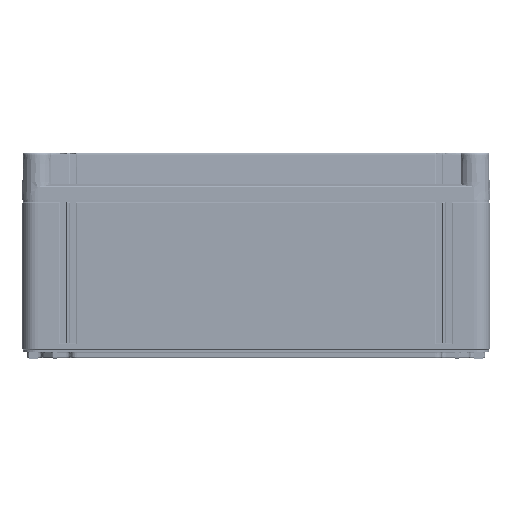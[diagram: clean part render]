
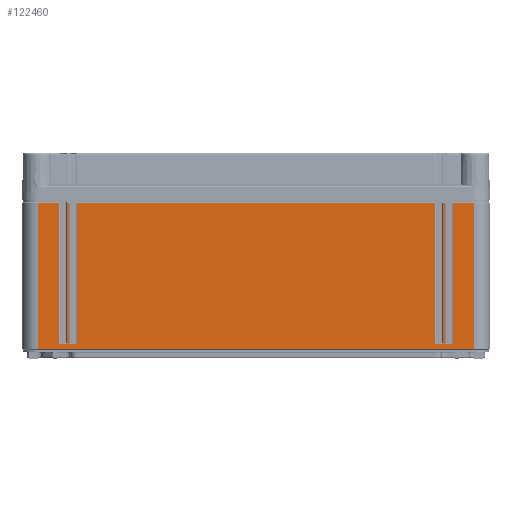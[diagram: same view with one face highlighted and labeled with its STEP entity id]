
A CAD part, left-side view. The second image highlights one B-rep face of the part: STEP entity #122460.
In plain terms, the highlighted planar face has unit normal (-1, 0, 0).
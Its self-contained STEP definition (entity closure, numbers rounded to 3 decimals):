
#11239=DIRECTION('',(0.,1.,0.));
#11240=VECTOR('',#11239,1.);
#11241=CARTESIAN_POINT('',(-300.,120.,-5.933));
#11242=LINE('',#11241,#11240);
#11246=DIRECTION('',(0.,1.,0.));
#11247=VECTOR('',#11246,230.);
#11248=CARTESIAN_POINT('',(-300.,-115.,-5.933));
#11249=LINE('',#11248,#11247);
#11253=DIRECTION('',(0.,1.,0.));
#11254=VECTOR('',#11253,1.);
#11255=CARTESIAN_POINT('',(-300.,-121.,-5.933));
#11256=LINE('',#11255,#11254);
#11260=DIRECTION('',(0.,1.,0.));
#11261=VECTOR('',#11260,14.);
#11262=CARTESIAN_POINT('',(-300.,-140.,-5.933));
#11263=LINE('',#11262,#11261);
#11267=DIRECTION('',(0.,0.,-1.));
#11268=VECTOR('',#11267,93.634);
#11269=CARTESIAN_POINT('',(-300.,-140.,-5.933));
#11270=LINE('',#11269,#11268);
#11274=DIRECTION('',(0.,1.,0.));
#11275=VECTOR('',#11274,280.);
#11276=CARTESIAN_POINT('',(-300.,-140.,-99.567));
#11277=LINE('',#11276,#11275);
#11281=DIRECTION('',(0.,1.,0.));
#11282=VECTOR('',#11281,14.);
#11283=CARTESIAN_POINT('',(-300.,126.,-5.933));
#11284=LINE('',#11283,#11282);
#11288=DIRECTION('',(0.,0.,1.));
#11289=VECTOR('',#11288,90.567);
#11290=CARTESIAN_POINT('',(-300.,126.,-96.5));
#11291=LINE('',#11290,#11289);
#11398=DIRECTION('',(0.,0.,-1.));
#11399=VECTOR('',#11398,93.634);
#11400=CARTESIAN_POINT('',(-300.,140.,-5.933));
#11401=LINE('',#11400,#11399);
#98397=DIRECTION('',(0.,0.,-1.));
#98398=VECTOR('',#98397,90.567);
#98399=CARTESIAN_POINT('',(-300.,-126.,-5.933));
#98400=LINE('',#98399,#98398);
#98420=DIRECTION('',(0.,1.,0.));
#98421=VECTOR('',#98420,5.);
#98422=CARTESIAN_POINT('',(-300.,-126.,-96.5));
#98423=LINE('',#98422,#98421);
#98449=DIRECTION('',(0.,0.,1.));
#98450=VECTOR('',#98449,90.567);
#98451=CARTESIAN_POINT('',(-300.,-121.,-96.5));
#98452=LINE('',#98451,#98450);
#98487=DIRECTION('',(0.,0.,-1.));
#98488=VECTOR('',#98487,90.567);
#98489=CARTESIAN_POINT('',(-300.,121.,-5.933));
#98490=LINE('',#98489,#98488);
#98510=DIRECTION('',(0.,1.,0.));
#98511=VECTOR('',#98510,5.);
#98512=CARTESIAN_POINT('',(-300.,121.,-96.5));
#98513=LINE('',#98512,#98511);
#98539=DIRECTION('',(0.,0.,1.));
#98540=VECTOR('',#98539,90.567);
#98541=CARTESIAN_POINT('',(-300.,120.,-96.5));
#98542=LINE('',#98541,#98540);
#98577=DIRECTION('',(0.,1.,0.));
#98578=VECTOR('',#98577,5.);
#98579=CARTESIAN_POINT('',(-300.,115.,-96.5));
#98580=LINE('',#98579,#98578);
#98606=DIRECTION('',(0.,0.,-1.));
#98607=VECTOR('',#98606,90.567);
#98608=CARTESIAN_POINT('',(-300.,115.,-5.933));
#98609=LINE('',#98608,#98607);
#98629=DIRECTION('',(0.,0.,1.));
#98630=VECTOR('',#98629,90.567);
#98631=CARTESIAN_POINT('',(-300.,-115.,-96.5));
#98632=LINE('',#98631,#98630);
#98667=DIRECTION('',(0.,1.,0.));
#98668=VECTOR('',#98667,5.);
#98669=CARTESIAN_POINT('',(-300.,-120.,-96.5));
#98670=LINE('',#98669,#98668);
#98696=DIRECTION('',(0.,0.,-1.));
#98697=VECTOR('',#98696,90.567);
#98698=CARTESIAN_POINT('',(-300.,-120.,-5.933));
#98699=LINE('',#98698,#98697);
#99529=CARTESIAN_POINT('',(-300.,-140.,-99.567));
#99531=VERTEX_POINT('',#99529);
#99533=CARTESIAN_POINT('',(-300.,-140.,-5.933));
#99535=VERTEX_POINT('',#99533);
#99536=CARTESIAN_POINT('',(-300.,140.,-99.567));
#99537=VERTEX_POINT('',#99536);
#99540=CARTESIAN_POINT('',(-300.,140.,-5.933));
#99542=VERTEX_POINT('',#99540);
#99636=CARTESIAN_POINT('',(-300.,126.,-96.5));
#99637=CARTESIAN_POINT('',(-300.,126.,-5.933));
#99638=VERTEX_POINT('',#99636);
#99639=VERTEX_POINT('',#99637);
#99643=CARTESIAN_POINT('',(-300.,121.,-96.5));
#99644=VERTEX_POINT('',#99643);
#99647=CARTESIAN_POINT('',(-300.,121.,-5.933));
#99648=VERTEX_POINT('',#99647);
#99651=CARTESIAN_POINT('',(-300.,120.,-96.5));
#99652=CARTESIAN_POINT('',(-300.,120.,-5.933));
#99653=VERTEX_POINT('',#99651);
#99654=VERTEX_POINT('',#99652);
#99658=CARTESIAN_POINT('',(-300.,115.,-96.5));
#99659=VERTEX_POINT('',#99658);
#99662=CARTESIAN_POINT('',(-300.,115.,-5.933));
#99663=VERTEX_POINT('',#99662);
#99666=CARTESIAN_POINT('',(-300.,-115.,-96.5));
#99667=CARTESIAN_POINT('',(-300.,-115.,-5.933));
#99668=VERTEX_POINT('',#99666);
#99669=VERTEX_POINT('',#99667);
#99673=CARTESIAN_POINT('',(-300.,-120.,-96.5));
#99674=VERTEX_POINT('',#99673);
#99677=CARTESIAN_POINT('',(-300.,-120.,-5.933));
#99678=VERTEX_POINT('',#99677);
#99681=CARTESIAN_POINT('',(-300.,-121.,-96.5));
#99682=CARTESIAN_POINT('',(-300.,-121.,-5.933));
#99683=VERTEX_POINT('',#99681);
#99684=VERTEX_POINT('',#99682);
#99688=CARTESIAN_POINT('',(-300.,-126.,-96.5));
#99689=VERTEX_POINT('',#99688);
#99692=CARTESIAN_POINT('',(-300.,-126.,-5.933));
#99693=VERTEX_POINT('',#99692);
#122414=CARTESIAN_POINT('',(-300.,-140.,0.));
#122415=DIRECTION('',(-1.,0.,0.));
#122416=DIRECTION('',(0.,1.,0.));
#122417=AXIS2_PLACEMENT_3D('',#122414,#122415,#122416);
#122418=PLANE('',#122417);
#122420=ORIENTED_EDGE('',*,*,#122419,.F.);
#122422=ORIENTED_EDGE('',*,*,#122421,.F.);
#122424=ORIENTED_EDGE('',*,*,#122423,.F.);
#122426=ORIENTED_EDGE('',*,*,#122425,.F.);
#122428=ORIENTED_EDGE('',*,*,#122427,.F.);
#122430=ORIENTED_EDGE('',*,*,#122429,.F.);
#122432=ORIENTED_EDGE('',*,*,#122431,.F.);
#122434=ORIENTED_EDGE('',*,*,#122433,.F.);
#122436=ORIENTED_EDGE('',*,*,#122435,.F.);
#122438=ORIENTED_EDGE('',*,*,#122437,.F.);
#122440=ORIENTED_EDGE('',*,*,#122439,.F.);
#122442=ORIENTED_EDGE('',*,*,#122441,.F.);
#122444=ORIENTED_EDGE('',*,*,#122443,.F.);
#122446=ORIENTED_EDGE('',*,*,#122445,.F.);
#122448=ORIENTED_EDGE('',*,*,#122447,.F.);
#122450=ORIENTED_EDGE('',*,*,#122449,.F.);
#122451=ORIENTED_EDGE('',*,*,#122405,.T.);
#122453=ORIENTED_EDGE('',*,*,#122452,.T.);
#122455=ORIENTED_EDGE('',*,*,#122454,.F.);
#122457=ORIENTED_EDGE('',*,*,#122456,.F.);
#122458=EDGE_LOOP('',(#122420,#122422,#122424,#122426,#122428,#122430,#122432,
#122434,#122436,#122438,#122440,#122442,#122444,#122446,#122448,#122450,#122451,
#122453,#122455,#122457));
#122459=FACE_OUTER_BOUND('',#122458,.F.);
#122460=ADVANCED_FACE('',(#122459),#122418,.T.);
#122405=EDGE_CURVE('',#99535,#99531,#11270,.T.);
#122419=EDGE_CURVE('',#99638,#99639,#11291,.T.);
#122421=EDGE_CURVE('',#99644,#99638,#98513,.T.);
#122423=EDGE_CURVE('',#99648,#99644,#98490,.T.);
#122425=EDGE_CURVE('',#99654,#99648,#11242,.T.);
#122427=EDGE_CURVE('',#99653,#99654,#98542,.T.);
#122429=EDGE_CURVE('',#99659,#99653,#98580,.T.);
#122431=EDGE_CURVE('',#99663,#99659,#98609,.T.);
#122433=EDGE_CURVE('',#99669,#99663,#11249,.T.);
#122435=EDGE_CURVE('',#99668,#99669,#98632,.T.);
#122437=EDGE_CURVE('',#99674,#99668,#98670,.T.);
#122439=EDGE_CURVE('',#99678,#99674,#98699,.T.);
#122441=EDGE_CURVE('',#99684,#99678,#11256,.T.);
#122443=EDGE_CURVE('',#99683,#99684,#98452,.T.);
#122445=EDGE_CURVE('',#99689,#99683,#98423,.T.);
#122447=EDGE_CURVE('',#99693,#99689,#98400,.T.);
#122449=EDGE_CURVE('',#99535,#99693,#11263,.T.);
#122452=EDGE_CURVE('',#99531,#99537,#11277,.T.);
#122454=EDGE_CURVE('',#99542,#99537,#11401,.T.);
#122456=EDGE_CURVE('',#99639,#99542,#11284,.T.);
